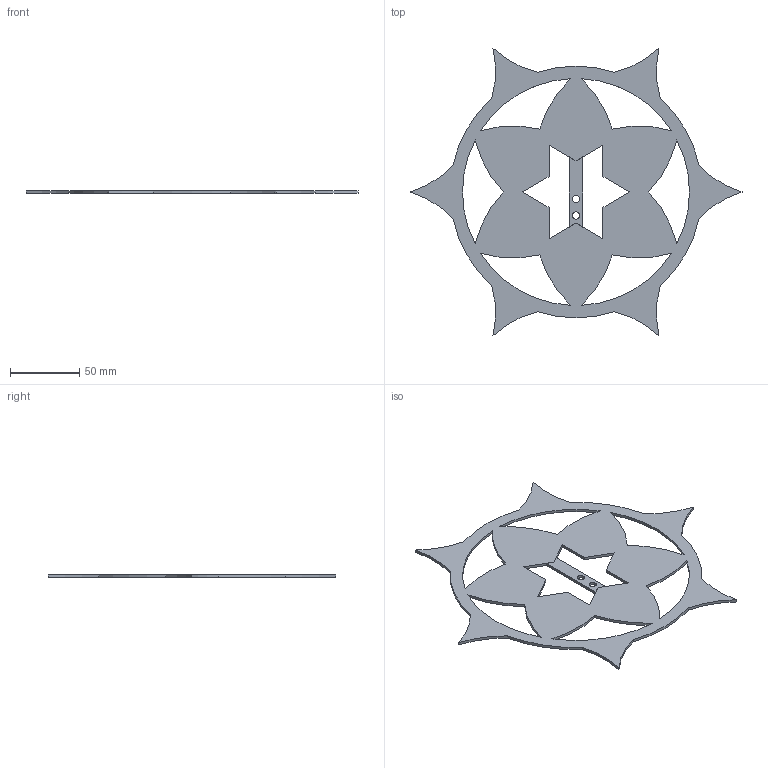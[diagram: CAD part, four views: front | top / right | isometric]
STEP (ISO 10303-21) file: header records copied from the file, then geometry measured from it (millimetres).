
FILE_DESCRIPTION(/* description */ ('','CAx-IF Rec.Pracs.---Representation and Presentation of Product Manufacturing Information (PMI)---4.0---2014-10-13'),/* implementation_level */ '2;1');
FILE_NAME(/* name */ '',/* time_stamp */ '2025-03-06T16:16:03+09:00',/* author */ (''),/* organization */ (''),/* preprocessor_version */ 'ST-DEVELOPER v20',/* originating_system */ 'Autodesk Translation Framework v13.20.0.188',/* authorisation */ '');
FILE_SCHEMA (('AP242_MANAGED_MODEL_BASED_3D_ENGINEERING_MIM_LF { 1 0 10303 442 1 1 4 }'));
Length unit declared in the file: millimetre
Products named in the file (1): マリー_ヘイロー_mk1
Bounding box: 240 x 207.85 x 2 mm (x, y, z)
Volume: 39904.7 mm3; surface area: 44301.8 mm2
Topology: 2 solids, 2 shells, 60 faces, 168 edges, 112 vertices
Faces by surface type: cylinder 38, plane 22
Full cylindrical faces by diameter (mm): 5.2 x2
Entity records: 2043 total; most frequent: DIRECTION 366, CARTESIAN_POINT 341, ORIENTED_EDGE 336, EDGE_CURVE 168, AXIS2_PLACEMENT_3D 137, VERTEX_POINT 112, LINE 92, VECTOR 92
